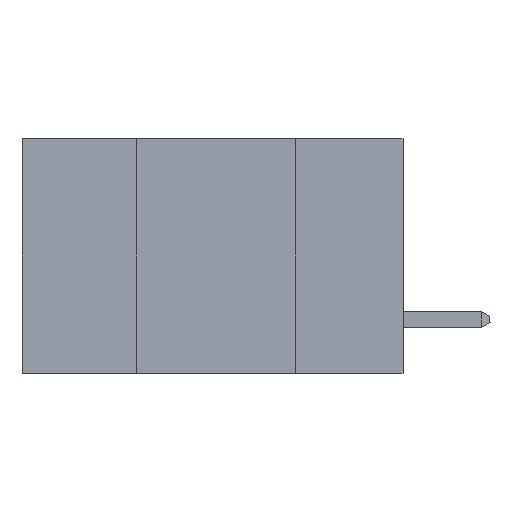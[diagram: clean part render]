
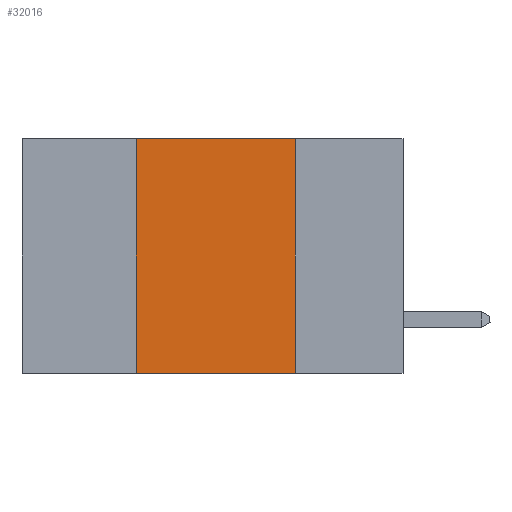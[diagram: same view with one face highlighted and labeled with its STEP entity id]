
A CAD part, left-side view. The second image highlights one B-rep face of the part: STEP entity #32016.
In plain terms, the highlighted planar face has unit normal (-1, 0, 0).
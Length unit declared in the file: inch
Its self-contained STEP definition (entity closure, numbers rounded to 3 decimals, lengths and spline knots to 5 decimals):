
#517 = CARTESIAN_POINT ( 'NONE',  ( 0., 0.17, 0. ) ) ;
#1017 = LINE ( 'NONE', #517, #22297 ) ;
#1391 = EDGE_CURVE ( 'NONE', #15403, #27484, #32065, .T. ) ;
#3409 = EDGE_CURVE ( 'NONE', #38011, #23515, #5052, .T. ) ;
#4452 = ORIENTED_EDGE ( 'NONE', *, *, #1391, .F. ) ;
#5052 = LINE ( 'NONE', #32009, #11206 ) ;
#5418 = EDGE_CURVE ( 'NONE', #27484, #23515, #1017, .T. ) ;
#6536 = VECTOR ( 'NONE', #22193, 39.37008 ) ;
#6671 = EDGE_CURVE ( 'NONE', #38011, #15403, #35822, .T. ) ;
#8391 = DIRECTION ( 'NONE',  ( 1., 0., 0. ) ) ;
#9580 = ORIENTED_EDGE ( 'NONE', *, *, #5418, .F. ) ;
#9658 = CARTESIAN_POINT ( 'NONE',  ( 0., 0.42, 0. ) ) ;
#9714 = CARTESIAN_POINT ( 'NONE',  ( 0., 0.42, -0.37 ) ) ;
#10373 = VECTOR ( 'NONE', #29886, 39.37008 ) ;
#11206 = VECTOR ( 'NONE', #17388, 39.37008 ) ;
#11758 = ORIENTED_EDGE ( 'NONE', *, *, #6671, .F. ) ;
#15403 = VERTEX_POINT ( 'NONE', #9658 ) ;
#16308 = EDGE_LOOP ( 'NONE', ( #9580, #4452, #11758, #18793 ) ) ;
#17388 = DIRECTION ( 'NONE',  ( 0., -1., 0. ) ) ;
#17980 = PLANE ( 'NONE',  #18255 ) ;
#18255 = AXIS2_PLACEMENT_3D ( 'NONE', #20331, #8391, #21477 ) ;
#18793 = ORIENTED_EDGE ( 'NONE', *, *, #3409, .T. ) ;
#19016 = DIRECTION ( 'NONE',  ( 0., 0., -1. ) ) ;
#19159 = CARTESIAN_POINT ( 'NONE',  ( 0., 0.17, 0. ) ) ;
#20331 = CARTESIAN_POINT ( 'NONE',  ( 0., 0.6, 0. ) ) ;
#21128 = CARTESIAN_POINT ( 'NONE',  ( 0., 0.17, -0.37 ) ) ;
#21477 = DIRECTION ( 'NONE',  ( 0., 0., -1. ) ) ;
#22193 = DIRECTION ( 'NONE',  ( 0., 0., 1. ) ) ;
#22297 = VECTOR ( 'NONE', #19016, 39.37008 ) ;
#23515 = VERTEX_POINT ( 'NONE', #21128 ) ;
#27484 = VERTEX_POINT ( 'NONE', #19159 ) ;
#27565 = FACE_OUTER_BOUND ( 'NONE', #16308, .T. ) ;
#28381 = CARTESIAN_POINT ( 'NONE',  ( 0., 0.42, 0. ) ) ;
#29886 = DIRECTION ( 'NONE',  ( 0., -1., 0. ) ) ;
#32009 = CARTESIAN_POINT ( 'NONE',  ( 0., 0.6, -0.37 ) ) ;
#32016 = ADVANCED_FACE ( 'NONE', ( #27565 ), #17980, .F. ) ;
#32065 = LINE ( 'NONE', #32923, #10373 ) ;
#32923 = CARTESIAN_POINT ( 'NONE',  ( 0., 0.6, 0. ) ) ;
#35822 = LINE ( 'NONE', #28381, #6536 ) ;
#38011 = VERTEX_POINT ( 'NONE', #9714 ) ;
